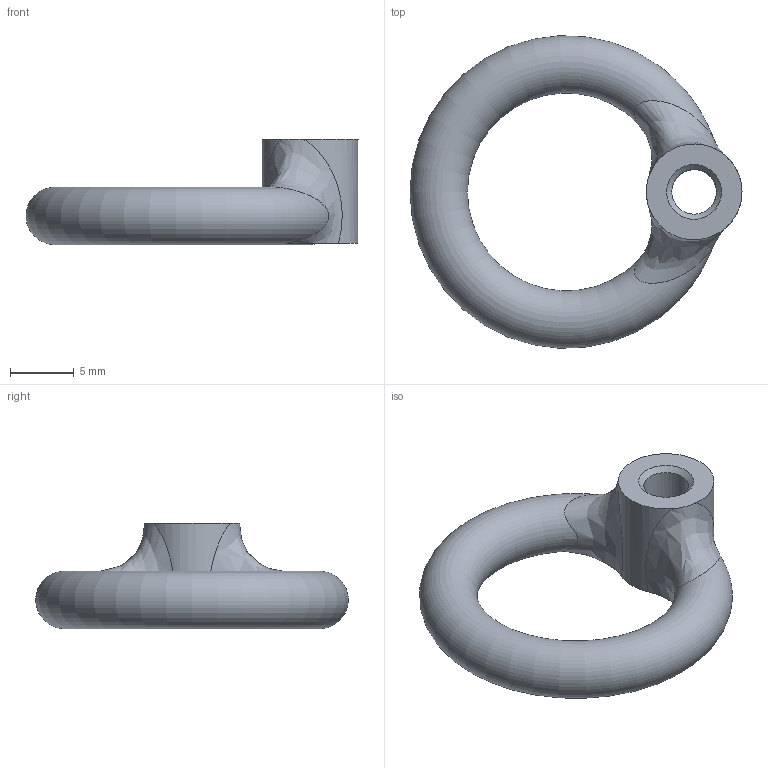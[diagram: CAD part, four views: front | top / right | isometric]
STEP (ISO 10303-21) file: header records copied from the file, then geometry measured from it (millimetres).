
FILE_DESCRIPTION(/* description */ (''),/* implementation_level */ '2;1');
FILE_NAME(/* name */ 'anneau v1.step',/* time_stamp */ '2020-08-19T20:25:35+02:00',/* author */ (''),/* organization */ (''),/* preprocessor_version */ 'ST-DEVELOPER v18.1',/* originating_system */ 'Autodesk Translation Framework v9.3.0.1241',/* authorisation */ '');
FILE_SCHEMA (('AUTOMOTIVE_DESIGN { 1 0 10303 214 3 1 1 }'));
Length unit declared in the file: millimetre
Products named in the file (1): anneau
Bounding box: 26 x 24.47 x 8.25 mm (x, y, z)
Volume: 1204.6 mm3; surface area: 1106.2 mm2
Topology: 1 solids, 1 shells, 10 faces, 35 edges, 24 vertices
Faces by surface type: plane 3, cylinder 3, bspline 2, cone 1, torus 1
Full cylindrical faces by diameter (mm): 3.5 x1
Entity records: 1314 total; most frequent: CARTESIAN_POINT 998, ORIENTED_EDGE 70, DIRECTION 48, EDGE_CURVE 35, VERTEX_POINT 24, AXIS2_PLACEMENT_3D 23, B_SPLINE_CURVE_WITH_KNOTS 19, CIRCLE 14
